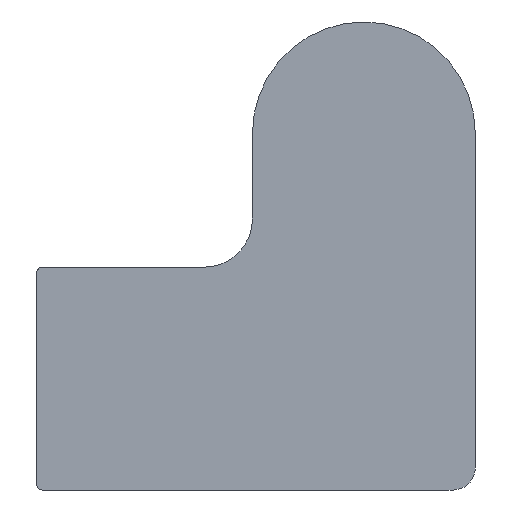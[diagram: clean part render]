
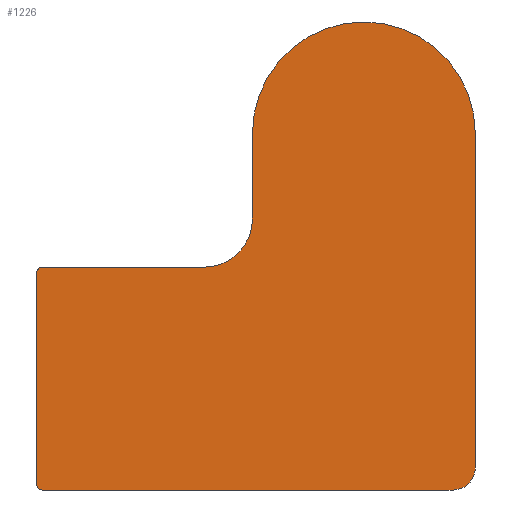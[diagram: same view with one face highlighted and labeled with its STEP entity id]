
A CAD part, left-side view. The second image highlights one B-rep face of the part: STEP entity #1226.
In plain terms, the highlighted face is planar.
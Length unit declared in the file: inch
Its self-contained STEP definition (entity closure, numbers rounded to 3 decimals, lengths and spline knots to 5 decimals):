
#13 = AXIS2_PLACEMENT_3D ( 'NONE', #1146, #141, #1167 ) ;
#25 = LINE ( 'NONE', #999, #1355 ) ;
#44 = EDGE_CURVE ( 'NONE', #539, #1502, #562, .T. ) ;
#58 = CIRCLE ( 'NONE', #1842, 0.625 ) ;
#82 = CARTESIAN_POINT ( 'NONE',  ( 1.25, -1.21, 0.365 ) ) ;
#103 = LINE ( 'NONE', #1846, #668 ) ;
#113 = CIRCLE ( 'NONE', #1258, 0.03125 ) ;
#114 = EDGE_CURVE ( 'NONE', #249, #1777, #103, .T. ) ;
#140 = DIRECTION ( 'NONE',  ( 0., 0., 1. ) ) ;
#141 = DIRECTION ( 'NONE',  ( 0., 0., 1. ) ) ;
#151 = CARTESIAN_POINT ( 'NONE',  ( 0., -2.46, 0.365 ) ) ;
#168 = EDGE_CURVE ( 'NONE', #499, #1049, #919, .T. ) ;
#192 = ORIENTED_EDGE ( 'NONE', *, *, #168, .T. ) ;
#194 = EDGE_CURVE ( 'NONE', #1049, #1359, #601, .T. ) ;
#216 = AXIS2_PLACEMENT_3D ( 'NONE', #892, #750, #581 ) ;
#239 = DIRECTION ( 'NONE',  ( 0., 1., 0. ) ) ;
#249 = VERTEX_POINT ( 'NONE', #1450 ) ;
#257 = EDGE_CURVE ( 'NONE', #405, #249, #1661, .T. ) ;
#299 = CARTESIAN_POINT ( 'NONE',  ( 0.03125, 0., 0.365 ) ) ;
#305 = AXIS2_PLACEMENT_3D ( 'NONE', #1528, #140, #1683 ) ;
#306 = EDGE_CURVE ( 'NONE', #1524, #499, #25, .T. ) ;
#307 = CARTESIAN_POINT ( 'NONE',  ( 0., -0.03125, 0.365 ) ) ;
#310 = DIRECTION ( 'NONE',  ( 1., 0., 0. ) ) ;
#322 = CARTESIAN_POINT ( 'NONE',  ( 2.625, -1.835, 0.365 ) ) ;
#366 = CARTESIAN_POINT ( 'NONE',  ( 0., -2.335, 0.365 ) ) ;
#405 = VERTEX_POINT ( 'NONE', #322 ) ;
#499 = VERTEX_POINT ( 'NONE', #366 ) ;
#502 = EDGE_LOOP ( 'NONE', ( #1035, #1633, #603, #192, #570, #1669, #1371, #624, #1521, #835, #1208 ) ) ;
#506 = CARTESIAN_POINT ( 'NONE',  ( 1.52, -1.21, 0.365 ) ) ;
#539 = VERTEX_POINT ( 'NONE', #1672 ) ;
#551 = CARTESIAN_POINT ( 'NONE',  ( 2., -1.835, 0.365 ) ) ;
#562 = LINE ( 'NONE', #82, #1181 ) ;
#570 = ORIENTED_EDGE ( 'NONE', *, *, #194, .T. ) ;
#581 = DIRECTION ( 'NONE',  ( 1., 0., 0. ) ) ;
#594 = DIRECTION ( 'NONE',  ( 0., 0., -1. ) ) ;
#601 = LINE ( 'NONE', #151, #747 ) ;
#603 = ORIENTED_EDGE ( 'NONE', *, *, #306, .T. ) ;
#622 = FACE_OUTER_BOUND ( 'NONE', #502, .T. ) ;
#624 = ORIENTED_EDGE ( 'NONE', *, *, #114, .T. ) ;
#664 = CARTESIAN_POINT ( 'NONE',  ( 1.25, 0., 0.365 ) ) ;
#668 = VECTOR ( 'NONE', #1252, 39.37008 ) ;
#683 = AXIS2_PLACEMENT_3D ( 'NONE', #687, #1848, #978 ) ;
#687 = CARTESIAN_POINT ( 'NONE',  ( 1.21875, -0.03125, 0.365 ) ) ;
#724 = EDGE_CURVE ( 'NONE', #820, #1504, #1370, .T. ) ;
#747 = VECTOR ( 'NONE', #1746, 39.37008 ) ;
#750 = DIRECTION ( 'NONE',  ( 0., 0., 1. ) ) ;
#820 = VERTEX_POINT ( 'NONE', #1074 ) ;
#835 = ORIENTED_EDGE ( 'NONE', *, *, #44, .T. ) ;
#892 = CARTESIAN_POINT ( 'NONE',  ( 2., -1.835, 0.365 ) ) ;
#919 = CIRCLE ( 'NONE', #13, 0.125 ) ;
#923 = AXIS2_PLACEMENT_3D ( 'NONE', #1042, #594, #310 ) ;
#978 = DIRECTION ( 'NONE',  ( 1., 0., 0. ) ) ;
#986 = EDGE_CURVE ( 'NONE', #1502, #820, #1170, .T. ) ;
#999 = CARTESIAN_POINT ( 'NONE',  ( 0., 0., 0.365 ) ) ;
#1035 = ORIENTED_EDGE ( 'NONE', *, *, #724, .T. ) ;
#1042 = CARTESIAN_POINT ( 'NONE',  ( 1.52, -0.94, 0.365 ) ) ;
#1049 = VERTEX_POINT ( 'NONE', #1317 ) ;
#1074 = CARTESIAN_POINT ( 'NONE',  ( 1.21875, 0., 0.365 ) ) ;
#1121 = EDGE_CURVE ( 'NONE', #1777, #539, #1377, .T. ) ;
#1134 = CARTESIAN_POINT ( 'NONE',  ( 2., -2.46, 0.365 ) ) ;
#1146 = CARTESIAN_POINT ( 'NONE',  ( 0.125, -2.335, 0.365 ) ) ;
#1167 = DIRECTION ( 'NONE',  ( 1., 0., 0. ) ) ;
#1170 = CIRCLE ( 'NONE', #683, 0.03125 ) ;
#1181 = VECTOR ( 'NONE', #239, 39.37008 ) ;
#1196 = DIRECTION ( 'NONE',  ( 0., 0., 1. ) ) ;
#1208 = ORIENTED_EDGE ( 'NONE', *, *, #986, .T. ) ;
#1226 = ADVANCED_FACE ( 'NONE', ( #622 ), #1238, .T. ) ;
#1238 = PLANE ( 'NONE',  #305 ) ;
#1252 = DIRECTION ( 'NONE',  ( -1., 0., 0. ) ) ;
#1258 = AXIS2_PLACEMENT_3D ( 'NONE', #1640, #1196, #1779 ) ;
#1264 = DIRECTION ( 'NONE',  ( 0., 0., 1. ) ) ;
#1266 = EDGE_CURVE ( 'NONE', #1359, #405, #58, .T. ) ;
#1317 = CARTESIAN_POINT ( 'NONE',  ( 0.125, -2.46, 0.365 ) ) ;
#1351 = DIRECTION ( 'NONE',  ( -1., 0., 0. ) ) ;
#1355 = VECTOR ( 'NONE', #1572, 39.37008 ) ;
#1359 = VERTEX_POINT ( 'NONE', #1134 ) ;
#1370 = LINE ( 'NONE', #664, #1829 ) ;
#1371 = ORIENTED_EDGE ( 'NONE', *, *, #257, .T. ) ;
#1377 = CIRCLE ( 'NONE', #923, 0.27 ) ;
#1449 = CARTESIAN_POINT ( 'NONE',  ( 1.25, -0.03125, 0.365 ) ) ;
#1450 = CARTESIAN_POINT ( 'NONE',  ( 2., -1.21, 0.365 ) ) ;
#1502 = VERTEX_POINT ( 'NONE', #1449 ) ;
#1504 = VERTEX_POINT ( 'NONE', #299 ) ;
#1521 = ORIENTED_EDGE ( 'NONE', *, *, #1121, .T. ) ;
#1524 = VERTEX_POINT ( 'NONE', #307 ) ;
#1528 = CARTESIAN_POINT ( 'NONE',  ( 0., 0., 0.365 ) ) ;
#1572 = DIRECTION ( 'NONE',  ( 0., -1., 0. ) ) ;
#1633 = ORIENTED_EDGE ( 'NONE', *, *, #1728, .T. ) ;
#1640 = CARTESIAN_POINT ( 'NONE',  ( 0.03125, -0.03125, 0.365 ) ) ;
#1661 = CIRCLE ( 'NONE', #216, 0.625 ) ;
#1669 = ORIENTED_EDGE ( 'NONE', *, *, #1266, .T. ) ;
#1672 = CARTESIAN_POINT ( 'NONE',  ( 1.25, -0.94, 0.365 ) ) ;
#1683 = DIRECTION ( 'NONE',  ( 1., 0., 0. ) ) ;
#1706 = DIRECTION ( 'NONE',  ( 1., 0., 0. ) ) ;
#1728 = EDGE_CURVE ( 'NONE', #1504, #1524, #113, .T. ) ;
#1746 = DIRECTION ( 'NONE',  ( 1., 0., 0. ) ) ;
#1777 = VERTEX_POINT ( 'NONE', #506 ) ;
#1779 = DIRECTION ( 'NONE',  ( 1., 0., 0. ) ) ;
#1829 = VECTOR ( 'NONE', #1351, 39.37008 ) ;
#1842 = AXIS2_PLACEMENT_3D ( 'NONE', #551, #1264, #1706 ) ;
#1846 = CARTESIAN_POINT ( 'NONE',  ( 2.625, -1.21, 0.365 ) ) ;
#1848 = DIRECTION ( 'NONE',  ( 0., 0., 1. ) ) ;
